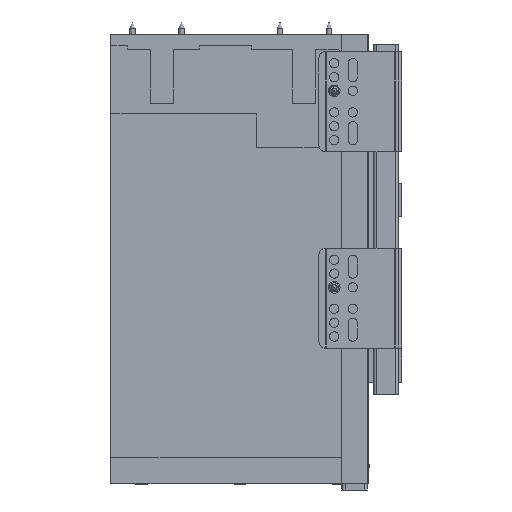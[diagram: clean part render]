
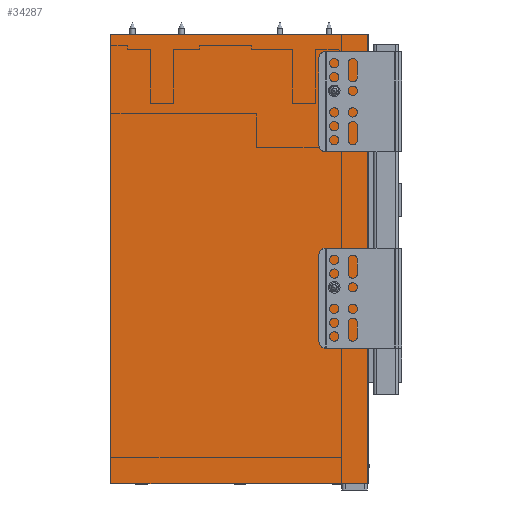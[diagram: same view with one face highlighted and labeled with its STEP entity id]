
A CAD part, left-side view. The second image highlights one B-rep face of the part: STEP entity #34287.
In plain terms, the highlighted planar face has unit normal (-1, 0, 0).
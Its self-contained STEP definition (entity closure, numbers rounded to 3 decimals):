
#2229=FACE_OUTER_BOUND('',#4221,.T.);
#4221=EDGE_LOOP('',(#23893,#23894,#23895,#23896));
#6633=LINE('',#49357,#10645);
#6634=LINE('',#49359,#10646);
#6635=LINE('',#49361,#10647);
#6636=LINE('',#49362,#10648);
#10645=VECTOR('',#40058,10.);
#10646=VECTOR('',#40059,10.);
#10647=VECTOR('',#40060,10.);
#10648=VECTOR('',#40061,10.);
#14634=VERTEX_POINT('',#49355);
#14635=VERTEX_POINT('',#49356);
#14636=VERTEX_POINT('',#49358);
#14637=VERTEX_POINT('',#49360);
#18186=EDGE_CURVE('',#14634,#14635,#6633,.T.);
#18187=EDGE_CURVE('',#14634,#14636,#6634,.T.);
#18188=EDGE_CURVE('',#14637,#14636,#6635,.T.);
#18189=EDGE_CURVE('',#14635,#14637,#6636,.T.);
#23893=ORIENTED_EDGE('',*,*,#18186,.F.);
#23894=ORIENTED_EDGE('',*,*,#18187,.T.);
#23895=ORIENTED_EDGE('',*,*,#18188,.F.);
#23896=ORIENTED_EDGE('',*,*,#18189,.F.);
#32785=PLANE('',#36481);
#34287=ADVANCED_FACE('',(#2229),#32785,.T.);
#36481=AXIS2_PLACEMENT_3D('',#49354,#40056,#40057);
#40056=DIRECTION('center_axis',(-1.,0.,0.));
#40057=DIRECTION('ref_axis',(0.,1.,0.));
#40058=DIRECTION('',(0.,0.,-1.));
#40059=DIRECTION('',(0.,1.,0.));
#40060=DIRECTION('',(0.,0.,1.));
#40061=DIRECTION('',(0.,1.,0.));
#49354=CARTESIAN_POINT('Origin',(-174.9,22.,11.5));
#49355=CARTESIAN_POINT('',(-174.9,22.5,11.5));
#49356=CARTESIAN_POINT('',(-174.9,22.5,-281.5));
#49357=CARTESIAN_POINT('',(-174.9,22.5,11.5));
#49358=CARTESIAN_POINT('',(-174.9,189.5,11.5));
#49359=CARTESIAN_POINT('',(-174.9,22.,11.5));
#49360=CARTESIAN_POINT('',(-174.9,189.5,-281.5));
#49361=CARTESIAN_POINT('',(-174.9,189.5,11.5));
#49362=CARTESIAN_POINT('',(-174.9,22.,-281.5));
